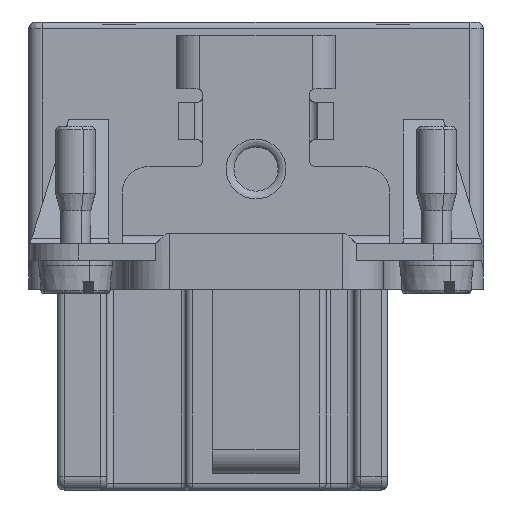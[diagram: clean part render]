
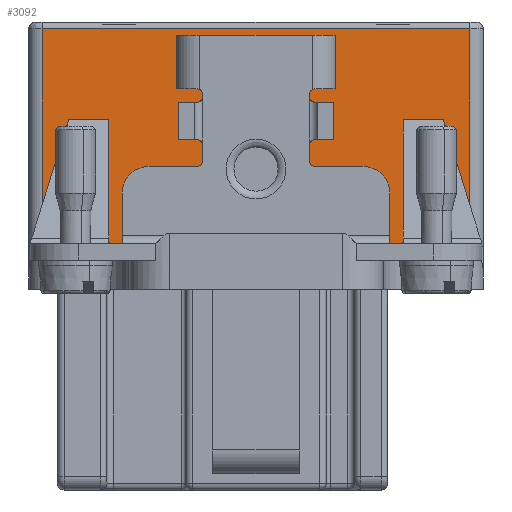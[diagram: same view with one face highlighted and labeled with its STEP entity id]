
A CAD part, left-side view. The second image highlights one B-rep face of the part: STEP entity #3092.
In plain terms, the highlighted planar face has unit normal (-1, 0, 0).
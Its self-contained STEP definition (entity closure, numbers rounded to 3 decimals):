
#2428=CIRCLE('',#19459,2.478);
#2961=FACE_BOUND('',#5555,.T.);
#2962=FACE_BOUND('',#5556,.T.);
#2963=FACE_BOUND('',#5557,.T.);
#2964=FACE_BOUND('',#5558,.T.);
#2965=FACE_BOUND('',#5559,.T.);
#2966=FACE_BOUND('',#5560,.T.);
#3092=ADVANCED_FACE('',(#2961,#2962,#2963,#2964,#2965,#2966),#4060,.T.);
#4060=PLANE('',#19460);
#5555=EDGE_LOOP('',(#6694,#6695,#6696,#6697));
#5556=EDGE_LOOP('',(#6698,#6699,#6700,#6701));
#5557=EDGE_LOOP('',(#6702));
#5558=EDGE_LOOP('',(#6703,#6704,#6705,#6706));
#5559=EDGE_LOOP('',(#6707,#6708,#6709,#6710));
#5560=EDGE_LOOP('',(#6711,#6712,#6713,#6714));
#6694=ORIENTED_EDGE('',*,*,#13745,.F.);
#6695=ORIENTED_EDGE('',*,*,#13746,.F.);
#6696=ORIENTED_EDGE('',*,*,#13747,.F.);
#6697=ORIENTED_EDGE('',*,*,#13748,.F.);
#6698=ORIENTED_EDGE('',*,*,#13749,.T.);
#6699=ORIENTED_EDGE('',*,*,#13750,.T.);
#6700=ORIENTED_EDGE('',*,*,#13751,.T.);
#6701=ORIENTED_EDGE('',*,*,#13752,.T.);
#6702=ORIENTED_EDGE('',*,*,#13753,.T.);
#6703=ORIENTED_EDGE('',*,*,#13754,.T.);
#6704=ORIENTED_EDGE('',*,*,#13755,.T.);
#6705=ORIENTED_EDGE('',*,*,#13756,.T.);
#6706=ORIENTED_EDGE('',*,*,#13757,.T.);
#6707=ORIENTED_EDGE('',*,*,#13758,.T.);
#6708=ORIENTED_EDGE('',*,*,#13759,.T.);
#6709=ORIENTED_EDGE('',*,*,#13760,.T.);
#6710=ORIENTED_EDGE('',*,*,#13761,.F.);
#6711=ORIENTED_EDGE('',*,*,#13762,.F.);
#6712=ORIENTED_EDGE('',*,*,#13763,.T.);
#6713=ORIENTED_EDGE('',*,*,#13764,.F.);
#6714=ORIENTED_EDGE('',*,*,#13765,.F.);
#12008=VERTEX_POINT('',#25718);
#12009=VERTEX_POINT('',#25719);
#12010=VERTEX_POINT('',#25721);
#12011=VERTEX_POINT('',#25723);
#12012=VERTEX_POINT('',#25726);
#12013=VERTEX_POINT('',#25727);
#12014=VERTEX_POINT('',#25729);
#12015=VERTEX_POINT('',#25731);
#12016=VERTEX_POINT('',#25734);
#12017=VERTEX_POINT('',#25736);
#12018=VERTEX_POINT('',#25737);
#12019=VERTEX_POINT('',#25739);
#12020=VERTEX_POINT('',#25741);
#12021=VERTEX_POINT('',#25744);
#12022=VERTEX_POINT('',#25745);
#12023=VERTEX_POINT('',#25747);
#12024=VERTEX_POINT('',#25749);
#12025=VERTEX_POINT('',#25752);
#12026=VERTEX_POINT('',#25753);
#12027=VERTEX_POINT('',#25755);
#12028=VERTEX_POINT('',#25757);
#13745=EDGE_CURVE('',#12008,#12009,#16389,.T.);
#13746=EDGE_CURVE('',#12010,#12008,#16390,.T.);
#13747=EDGE_CURVE('',#12011,#12010,#16391,.T.);
#13748=EDGE_CURVE('',#12009,#12011,#16392,.T.);
#13749=EDGE_CURVE('',#12012,#12013,#16393,.T.);
#13750=EDGE_CURVE('',#12013,#12014,#16394,.T.);
#13751=EDGE_CURVE('',#12014,#12015,#16395,.T.);
#13752=EDGE_CURVE('',#12015,#12012,#16396,.T.);
#13753=EDGE_CURVE('',#12016,#12016,#2428,.T.);
#13754=EDGE_CURVE('',#12017,#12018,#16397,.T.);
#13755=EDGE_CURVE('',#12018,#12019,#16398,.T.);
#13756=EDGE_CURVE('',#12019,#12020,#16399,.T.);
#13757=EDGE_CURVE('',#12020,#12017,#16400,.T.);
#13758=EDGE_CURVE('',#12021,#12022,#16401,.T.);
#13759=EDGE_CURVE('',#12022,#12023,#16402,.T.);
#13760=EDGE_CURVE('',#12023,#12024,#16403,.T.);
#13761=EDGE_CURVE('',#12021,#12024,#16404,.T.);
#13762=EDGE_CURVE('',#12025,#12026,#16405,.T.);
#13763=EDGE_CURVE('',#12025,#12027,#16406,.T.);
#13764=EDGE_CURVE('',#12028,#12027,#16407,.T.);
#13765=EDGE_CURVE('',#12026,#12028,#16408,.T.);
#16389=LINE('',#25717,#17935);
#16390=LINE('',#25720,#17936);
#16391=LINE('',#25722,#17937);
#16392=LINE('',#25724,#17938);
#16393=LINE('',#25725,#17939);
#16394=LINE('',#25728,#17940);
#16395=LINE('',#25730,#17941);
#16396=LINE('',#25732,#17942);
#16397=LINE('',#25735,#17943);
#16398=LINE('',#25738,#17944);
#16399=LINE('',#25740,#17945);
#16400=LINE('',#25742,#17946);
#16401=LINE('',#25743,#17947);
#16402=LINE('',#25746,#17948);
#16403=LINE('',#25748,#17949);
#16404=LINE('',#25750,#17950);
#16405=LINE('',#25751,#17951);
#16406=LINE('',#25754,#17952);
#16407=LINE('',#25756,#17953);
#16408=LINE('',#25758,#17954);
#17935=VECTOR('',#21058,1.);
#17936=VECTOR('',#21059,1.);
#17937=VECTOR('',#21060,1.);
#17938=VECTOR('',#21061,1.);
#17939=VECTOR('',#21062,1.);
#17940=VECTOR('',#21063,1.);
#17941=VECTOR('',#21064,1.);
#17942=VECTOR('',#21065,1.);
#17943=VECTOR('',#21068,1.);
#17944=VECTOR('',#21069,1.);
#17945=VECTOR('',#21070,1.);
#17946=VECTOR('',#21071,1.);
#17947=VECTOR('',#21072,1.);
#17948=VECTOR('',#21073,1.);
#17949=VECTOR('',#21074,1.);
#17950=VECTOR('',#21075,1.);
#17951=VECTOR('',#21076,1.);
#17952=VECTOR('',#21077,1.);
#17953=VECTOR('',#21078,1.);
#17954=VECTOR('',#21079,1.);
#19459=AXIS2_PLACEMENT_3D('',#25733,#21066,#21067);
#19460=AXIS2_PLACEMENT_3D('',#25759,#21080,#21081);
#21058=DIRECTION('',(0.,0.279,-0.96));
#21059=DIRECTION('',(0.,1.,0.));
#21060=DIRECTION('',(0.,0.,1.));
#21061=DIRECTION('',(0.,-1.,0.));
#21062=DIRECTION('',(0.,1.,0.));
#21063=DIRECTION('',(0.,0.,-1.));
#21064=DIRECTION('',(0.,-1.,0.));
#21065=DIRECTION('',(0.,0.,1.));
#21066=DIRECTION('',(1.,0.,0.));
#21067=DIRECTION('',(0.,1.,0.));
#21068=DIRECTION('',(0.,-0.279,-0.96));
#21069=DIRECTION('',(0.,1.,0.));
#21070=DIRECTION('',(0.,0.,1.));
#21071=DIRECTION('',(0.,-1.,0.));
#21072=DIRECTION('',(0.,1.,0.));
#21073=DIRECTION('',(0.,0.,1.));
#21074=DIRECTION('',(0.,-1.,0.));
#21075=DIRECTION('',(0.,0.,1.));
#21076=DIRECTION('',(0.,1.,0.));
#21077=DIRECTION('',(0.,0.,-1.));
#21078=DIRECTION('',(0.,-1.,0.));
#21079=DIRECTION('',(0.,0.,-1.));
#21080=DIRECTION('',(-1.,0.,0.));
#21081=DIRECTION('',(0.,1.,0.));
#25717=CARTESIAN_POINT('',(-36.083,41.07,23.186));
#25718=CARTESIAN_POINT('',(-36.083,44.122,12.697));
#25719=CARTESIAN_POINT('',(-36.083,45.461,8.094));
#25720=CARTESIAN_POINT('',(-36.083,30.122,12.697));
#25721=CARTESIAN_POINT('',(-36.083,41.122,12.697));
#25722=CARTESIAN_POINT('',(-36.083,41.122,20.));
#25723=CARTESIAN_POINT('',(-36.083,41.122,8.094));
#25724=CARTESIAN_POINT('',(-36.083,30.122,8.094));
#25725=CARTESIAN_POINT('',(-36.083,46.122,19.5));
#25726=CARTESIAN_POINT('',(-36.083,14.122,19.5));
#25727=CARTESIAN_POINT('',(-36.083,46.122,19.5));
#25728=CARTESIAN_POINT('',(-36.083,46.122,20.));
#25729=CARTESIAN_POINT('',(-36.083,46.122,3.2));
#25730=CARTESIAN_POINT('',(-36.083,13.122,3.2));
#25731=CARTESIAN_POINT('',(-36.083,14.122,3.2));
#25732=CARTESIAN_POINT('',(-36.083,14.122,20.));
#25733=CARTESIAN_POINT('',(-36.083,30.122,9.));
#25734=CARTESIAN_POINT('',(-36.083,32.599,9.));
#25735=CARTESIAN_POINT('',(-36.083,19.174,23.186));
#25736=CARTESIAN_POINT('',(-36.083,16.122,12.697));
#25737=CARTESIAN_POINT('',(-36.083,14.782,8.094));
#25738=CARTESIAN_POINT('',(-36.083,30.122,8.094));
#25739=CARTESIAN_POINT('',(-36.083,19.122,8.094));
#25740=CARTESIAN_POINT('',(-36.083,19.122,20.));
#25741=CARTESIAN_POINT('',(-36.083,19.122,12.697));
#25742=CARTESIAN_POINT('',(-36.083,30.122,12.697));
#25743=CARTESIAN_POINT('',(-36.083,30.122,15.));
#25744=CARTESIAN_POINT('',(-36.083,24.167,15.));
#25745=CARTESIAN_POINT('',(-36.083,25.474,15.));
#25746=CARTESIAN_POINT('',(-36.083,25.474,20.96));
#25747=CARTESIAN_POINT('',(-36.083,25.474,19.));
#25748=CARTESIAN_POINT('',(-36.083,30.122,19.));
#25749=CARTESIAN_POINT('',(-36.083,24.167,19.));
#25750=CARTESIAN_POINT('',(-36.083,24.167,19.13));
#25751=CARTESIAN_POINT('',(-36.083,30.122,19.));
#25752=CARTESIAN_POINT('',(-36.083,34.769,19.));
#25753=CARTESIAN_POINT('',(-36.083,36.077,19.));
#25754=CARTESIAN_POINT('',(-36.083,34.769,14.97));
#25755=CARTESIAN_POINT('',(-36.083,34.769,15.));
#25756=CARTESIAN_POINT('',(-36.083,30.122,15.));
#25757=CARTESIAN_POINT('',(-36.083,36.077,15.));
#25758=CARTESIAN_POINT('',(-36.083,36.077,14.97));
#25759=CARTESIAN_POINT('',(-36.083,30.122,20.));
